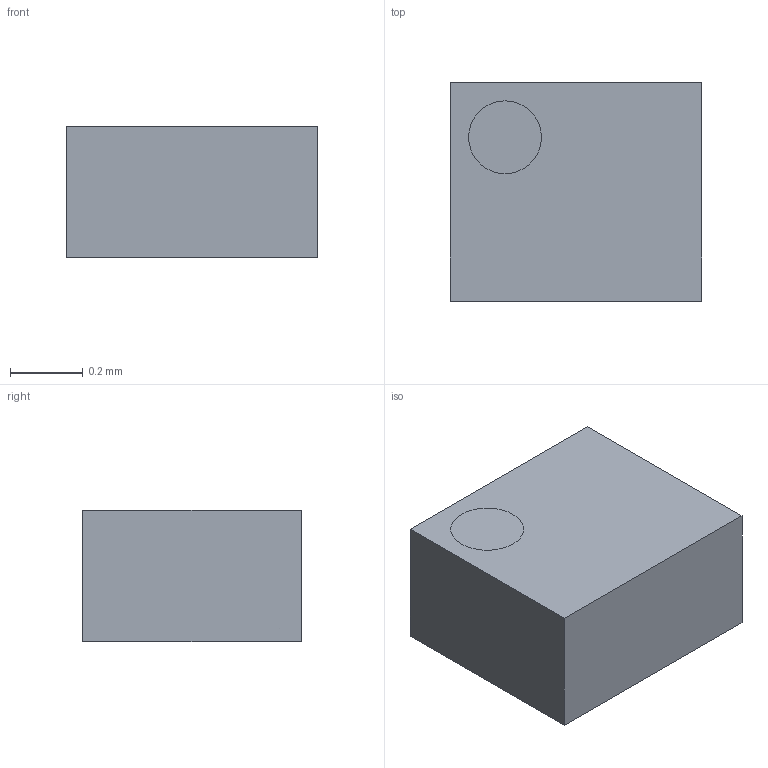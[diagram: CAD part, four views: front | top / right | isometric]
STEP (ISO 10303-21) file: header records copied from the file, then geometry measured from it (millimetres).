
FILE_DESCRIPTION(('FreeCAD Model'),'2;1');
FILE_NAME('Open CASCADE Shape Model','2024-11-21T11:55:31',(''),(''), 'Open CASCADE STEP processor 7.8','FreeCAD','Unknown');
FILE_SCHEMA(('AUTOMOTIVE_DESIGN { 1 0 10303 214 1 1 1 1 }'));
Length unit declared in the file: millimetre
Products named in the file (4): Texas_PicoStar_DFN_3_0_69x0_60mm; Pads; Pin1 marking; Body
Assembly tree (3 placements, depth 2):
  Texas_PicoStar_DFN_3_0_69x0_60mm
    Pads
    Pin1 marking
    Body
Bounding box: 0.69 x 0.6 x 0.36 mm (x, y, z)
Volume: 0.1 mm3; surface area: 2.6 mm2
Topology: 5 solids, 5 shells, 68 faces, 162 edges, 108 vertices
Faces by surface type: plane 42, cylinder 26
Full cylindrical faces by diameter (mm): 0.2 x2
Entity records: 2086 total; most frequent: DIRECTION 358, CARTESIAN_POINT 342, ORIENTED_EDGE 324, EDGE_CURVE 162, AXIS2_PLACEMENT_3D 124, LINE 110, VECTOR 110, VERTEX_POINT 108
